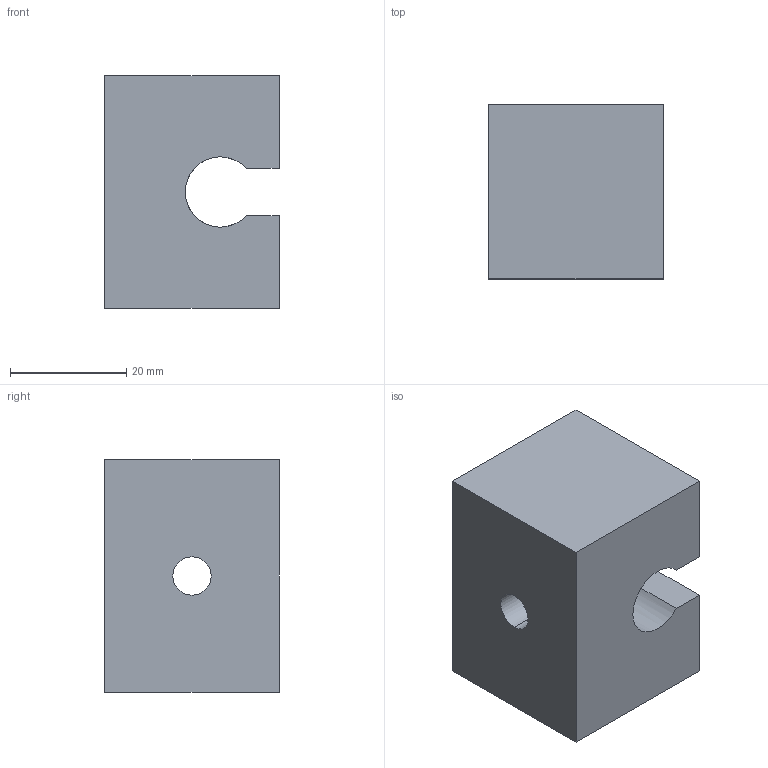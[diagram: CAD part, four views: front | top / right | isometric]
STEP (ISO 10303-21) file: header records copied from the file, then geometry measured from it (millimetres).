
FILE_DESCRIPTION (( 'STEP AP214' ), '1' );
FILE_NAME ('MINT032-M-1007.ipt.STEP', '2025-02-26T10:18:28', ( '' ), ( '' ), 'SwSTEP 2.0', 'SolidWorks 2025', '' );
FILE_SCHEMA (( 'AUTOMOTIVE_DESIGN' ));
Length unit declared in the file: millimetre
Products named in the file (1): MINT032-M-1007.ipt
Bounding box: 30 x 30 x 40 mm (x, y, z)
Volume: 29872 mm3; surface area: 8120 mm2
Topology: 1 solids, 1 shells, 36 faces, 91 edges, 54 vertices
Faces by surface type: cylinder 16, plane 12, cone 8
Entity records: 1281 total; most frequent: CARTESIAN_POINT 416, DIRECTION 179, ORIENTED_EDGE 166, EDGE_CURVE 83, AXIS2_PLACEMENT_3D 64, VERTEX_POINT 54, VECTOR 51, LINE 51
